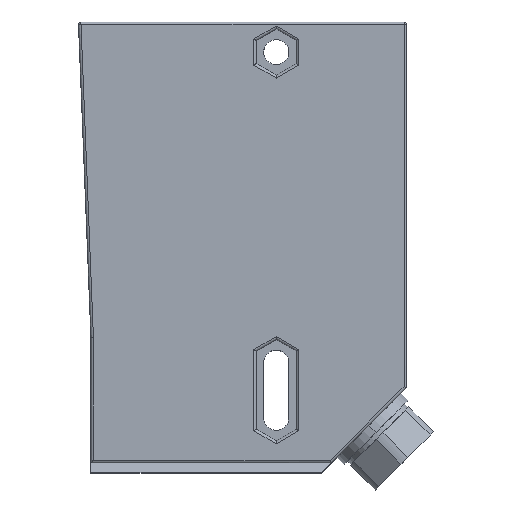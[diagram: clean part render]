
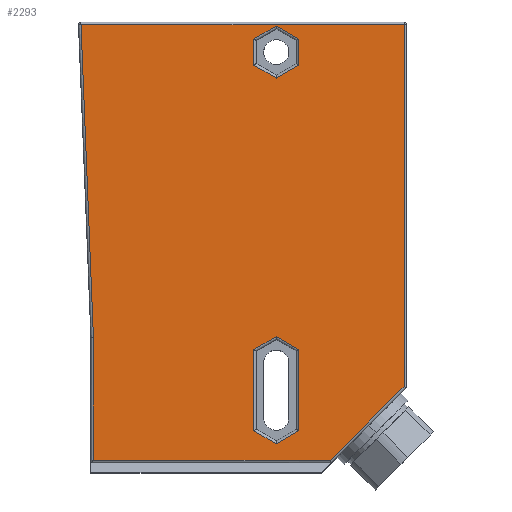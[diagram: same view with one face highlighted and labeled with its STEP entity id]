
A CAD part, top view. The second image highlights one B-rep face of the part: STEP entity #2293.
In plain terms, the highlighted planar face has unit normal (0, 0, 1).
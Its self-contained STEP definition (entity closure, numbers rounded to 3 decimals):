
#19=DIRECTION('',(0.,-1.,0.));
#20=VECTOR('',#19,5.196);
#21=CARTESIAN_POINT('',(11.25,40.598,12.9));
#22=LINE('',#21,#20);
#27=DIRECTION('',(0.866,-0.5,0.));
#28=VECTOR('',#27,5.196);
#29=CARTESIAN_POINT('',(6.75,43.196,12.9));
#30=LINE('',#29,#28);
#34=DIRECTION('',(0.866,0.5,0.));
#35=VECTOR('',#34,5.196);
#36=CARTESIAN_POINT('',(2.25,40.598,12.9));
#37=LINE('',#36,#35);
#41=DIRECTION('',(0.,1.,0.));
#42=VECTOR('',#41,5.196);
#43=CARTESIAN_POINT('',(2.25,35.402,12.9));
#44=LINE('',#43,#42);
#48=DIRECTION('',(-0.866,0.5,0.));
#49=VECTOR('',#48,5.196);
#50=CARTESIAN_POINT('',(6.75,32.804,12.9));
#51=LINE('',#50,#49);
#55=DIRECTION('',(-0.866,-0.5,0.));
#56=VECTOR('',#55,5.196);
#57=CARTESIAN_POINT('',(11.25,35.402,12.9));
#58=LINE('',#57,#56);
#62=DIRECTION('',(0.866,-0.5,0.));
#63=VECTOR('',#62,5.196);
#64=CARTESIAN_POINT('',(6.75,-18.804,12.9));
#65=LINE('',#64,#63);
#69=DIRECTION('',(0.866,0.5,0.));
#70=VECTOR('',#69,5.196);
#71=CARTESIAN_POINT('',(2.25,-21.402,12.9));
#72=LINE('',#71,#70);
#76=DIRECTION('',(0.,1.,0.));
#77=VECTOR('',#76,16.196);
#78=CARTESIAN_POINT('',(2.25,-37.598,12.9));
#79=LINE('',#78,#77);
#83=DIRECTION('',(-0.866,0.5,0.));
#84=VECTOR('',#83,5.196);
#85=CARTESIAN_POINT('',(6.75,-40.196,12.9));
#86=LINE('',#85,#84);
#90=DIRECTION('',(-0.866,-0.5,0.));
#91=VECTOR('',#90,5.196);
#92=CARTESIAN_POINT('',(11.25,-37.598,12.9));
#93=LINE('',#92,#91);
#97=DIRECTION('',(0.,-1.,0.));
#98=VECTOR('',#97,16.196);
#99=CARTESIAN_POINT('',(11.25,-21.402,12.9));
#100=LINE('',#99,#98);
#104=DIRECTION('',(-1.,0.,0.));
#105=VECTOR('',#104,64.48);
#106=CARTESIAN_POINT('',(32.25,43.5,12.9));
#107=LINE('',#106,#105);
#111=DIRECTION('',(0.,1.,0.));
#112=VECTOR('',#111,72.293);
#113=CARTESIAN_POINT('',(32.25,-28.793,12.9));
#114=LINE('',#113,#112);
#118=DIRECTION('',(0.707,0.707,0.));
#119=VECTOR('',#118,20.799);
#120=CARTESIAN_POINT('',(17.543,-43.5,12.9));
#121=LINE('',#120,#119);
#125=DIRECTION('',(1.,0.,0.));
#126=VECTOR('',#125,47.293);
#127=CARTESIAN_POINT('',(-29.75,-43.5,12.9));
#128=LINE('',#127,#126);
#132=DIRECTION('',(0.,-1.,0.));
#133=VECTOR('',#132,24.51);
#134=CARTESIAN_POINT('',(-29.75,-18.99,12.9));
#135=LINE('',#134,#133);
#139=DIRECTION('',(0.04,-0.999,0.));
#140=VECTOR('',#139,62.539);
#141=CARTESIAN_POINT('',(-32.23,43.5,12.9));
#142=LINE('',#141,#140);
#2002=CARTESIAN_POINT('',(11.25,40.598,12.9));
#2003=CARTESIAN_POINT('',(11.25,35.402,12.9));
#2004=VERTEX_POINT('',#2002);
#2005=VERTEX_POINT('',#2003);
#2008=CARTESIAN_POINT('',(6.75,43.196,12.9));
#2009=VERTEX_POINT('',#2008);
#2010=CARTESIAN_POINT('',(2.25,40.598,12.9));
#2011=VERTEX_POINT('',#2010);
#2014=CARTESIAN_POINT('',(2.25,35.402,12.9));
#2015=VERTEX_POINT('',#2014);
#2018=CARTESIAN_POINT('',(6.75,32.804,12.9));
#2019=VERTEX_POINT('',#2018);
#2066=CARTESIAN_POINT('',(6.75,-18.804,12.9));
#2067=CARTESIAN_POINT('',(11.25,-21.402,12.9));
#2068=VERTEX_POINT('',#2066);
#2069=VERTEX_POINT('',#2067);
#2070=CARTESIAN_POINT('',(11.25,-37.598,12.9));
#2071=VERTEX_POINT('',#2070);
#2074=CARTESIAN_POINT('',(6.75,-40.196,12.9));
#2075=VERTEX_POINT('',#2074);
#2078=CARTESIAN_POINT('',(2.25,-37.598,12.9));
#2079=VERTEX_POINT('',#2078);
#2082=CARTESIAN_POINT('',(2.25,-21.402,12.9));
#2083=VERTEX_POINT('',#2082);
#2134=CARTESIAN_POINT('',(32.25,43.5,12.9));
#2135=CARTESIAN_POINT('',(-32.23,43.5,12.9));
#2136=VERTEX_POINT('',#2134);
#2137=VERTEX_POINT('',#2135);
#2156=CARTESIAN_POINT('',(32.25,-28.793,12.9));
#2157=VERTEX_POINT('',#2156);
#2160=CARTESIAN_POINT('',(17.543,-43.5,12.9));
#2161=VERTEX_POINT('',#2160);
#2164=CARTESIAN_POINT('',(-29.75,-43.5,12.9));
#2165=VERTEX_POINT('',#2164);
#2166=CARTESIAN_POINT('',(-29.75,-18.99,12.9));
#2167=VERTEX_POINT('',#2166);
#2246=CARTESIAN_POINT('',(0.,0.,12.9));
#2247=DIRECTION('',(0.,0.,1.));
#2248=DIRECTION('',(1.,0.,0.));
#2249=AXIS2_PLACEMENT_3D('',#2246,#2247,#2248);
#2250=PLANE('',#2249);
#2252=ORIENTED_EDGE('',*,*,#2251,.F.);
#2254=ORIENTED_EDGE('',*,*,#2253,.F.);
#2256=ORIENTED_EDGE('',*,*,#2255,.F.);
#2258=ORIENTED_EDGE('',*,*,#2257,.F.);
#2260=ORIENTED_EDGE('',*,*,#2259,.F.);
#2262=ORIENTED_EDGE('',*,*,#2261,.F.);
#2263=EDGE_LOOP('',(#2252,#2254,#2256,#2258,#2260,#2262));
#2264=FACE_OUTER_BOUND('',#2263,.F.);
#2266=ORIENTED_EDGE('',*,*,#2265,.F.);
#2268=ORIENTED_EDGE('',*,*,#2267,.F.);
#2270=ORIENTED_EDGE('',*,*,#2269,.F.);
#2272=ORIENTED_EDGE('',*,*,#2271,.F.);
#2274=ORIENTED_EDGE('',*,*,#2273,.F.);
#2276=ORIENTED_EDGE('',*,*,#2275,.F.);
#2277=EDGE_LOOP('',(#2266,#2268,#2270,#2272,#2274,#2276));
#2278=FACE_BOUND('',#2277,.F.);
#2280=ORIENTED_EDGE('',*,*,#2279,.F.);
#2282=ORIENTED_EDGE('',*,*,#2281,.F.);
#2284=ORIENTED_EDGE('',*,*,#2283,.F.);
#2286=ORIENTED_EDGE('',*,*,#2285,.F.);
#2288=ORIENTED_EDGE('',*,*,#2287,.F.);
#2290=ORIENTED_EDGE('',*,*,#2289,.F.);
#2291=EDGE_LOOP('',(#2280,#2282,#2284,#2286,#2288,#2290));
#2292=FACE_BOUND('',#2291,.F.);
#2293=ADVANCED_FACE('',(#2264,#2278,#2292),#2250,.T.);
#2251=EDGE_CURVE('',#2136,#2137,#107,.T.);
#2253=EDGE_CURVE('',#2157,#2136,#114,.T.);
#2255=EDGE_CURVE('',#2161,#2157,#121,.T.);
#2257=EDGE_CURVE('',#2165,#2161,#128,.T.);
#2259=EDGE_CURVE('',#2167,#2165,#135,.T.);
#2261=EDGE_CURVE('',#2137,#2167,#142,.T.);
#2265=EDGE_CURVE('',#2004,#2005,#22,.T.);
#2267=EDGE_CURVE('',#2009,#2004,#30,.T.);
#2269=EDGE_CURVE('',#2011,#2009,#37,.T.);
#2271=EDGE_CURVE('',#2015,#2011,#44,.T.);
#2273=EDGE_CURVE('',#2019,#2015,#51,.T.);
#2275=EDGE_CURVE('',#2005,#2019,#58,.T.);
#2279=EDGE_CURVE('',#2068,#2069,#65,.T.);
#2281=EDGE_CURVE('',#2083,#2068,#72,.T.);
#2283=EDGE_CURVE('',#2079,#2083,#79,.T.);
#2285=EDGE_CURVE('',#2075,#2079,#86,.T.);
#2287=EDGE_CURVE('',#2071,#2075,#93,.T.);
#2289=EDGE_CURVE('',#2069,#2071,#100,.T.);
